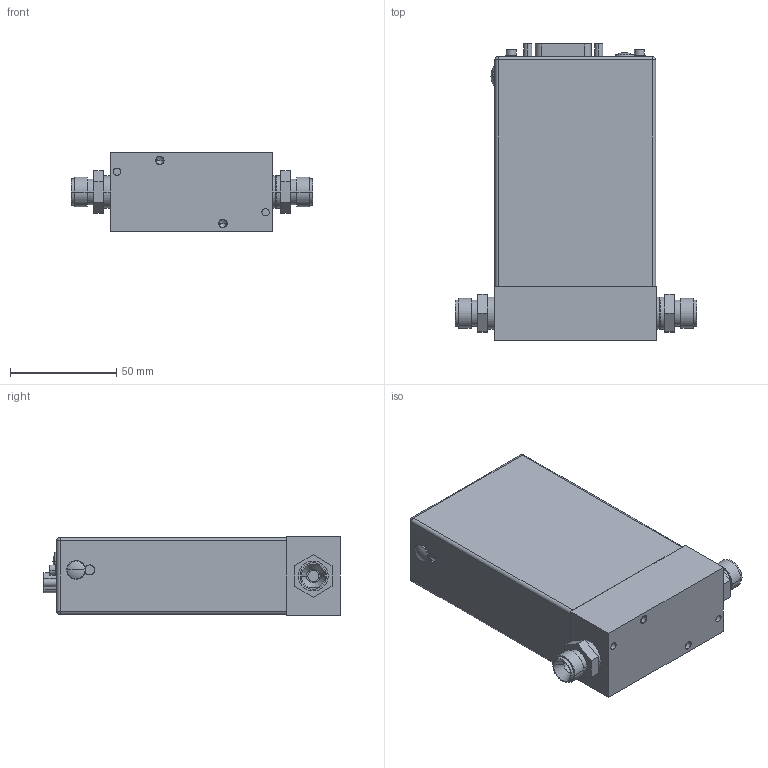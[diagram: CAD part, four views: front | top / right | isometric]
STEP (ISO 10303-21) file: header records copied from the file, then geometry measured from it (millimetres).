
FILE_DESCRIPTION((''),'2;1');
FILE_NAME('1179A-15PIN-SWAGELOK_ASM','2010-09-28T',('cockrofm'),('MKS Instruments, Inc.'),'PRO/ENGINEER BY PARAMETRIC TECHNOLOGY CORPORATION, 2009060','PRO/ENGINEER BY PARAMETRIC TECHNOLOGY CORPORATION, 2009060','');
FILE_SCHEMA(('CONFIG_CONTROL_DESIGN'));
Length unit declared in the file: inch
Products named in the file (7): BREP_WITH_VOIDS_14922_AF0; MANIFOLD_SOLID_BREP_41215; MANIFOLD_SOLID_BREP_45185; MANIFOLD_SOLID_BREP_49155; MANIFOLD_SOLID_BREP_50055; 1179A-15PIN-SWAGE_SW0001_AF0_ASM; 1179A-15PIN-SWAGELOK_ASM
Assembly tree (6 placements, depth 3):
  1179A-15PIN-SWAGELOK_ASM
    1179A-15PIN-SWAGE_SW0001_AF0_ASM
      BREP_WITH_VOIDS_14922_AF0
      MANIFOLD_SOLID_BREP_41215
      MANIFOLD_SOLID_BREP_45185
      MANIFOLD_SOLID_BREP_49155
      MANIFOLD_SOLID_BREP_50055
Bounding box: 113.41 x 139.45 x 36.83 mm (x, y, z)
Volume: 101945.2 mm3; surface area: 76455.9 mm2
Topology: 5 solids, 8 shells, 1542 faces, 3847 edges, 2383 vertices
Faces by surface type: plane 822, cylinder 428, cone 100, torus 92, extrusion 72, sphere 28
Entity records: 46863 total; most frequent: CARTESIAN_POINT 9512, DIRECTION 7912, ORIENTED_EDGE 7624, EDGE_CURVE 3816, AXIS2_PLACEMENT_3D 2820, VERTEX_POINT 2440, VECTOR 2272, LINE 2200
